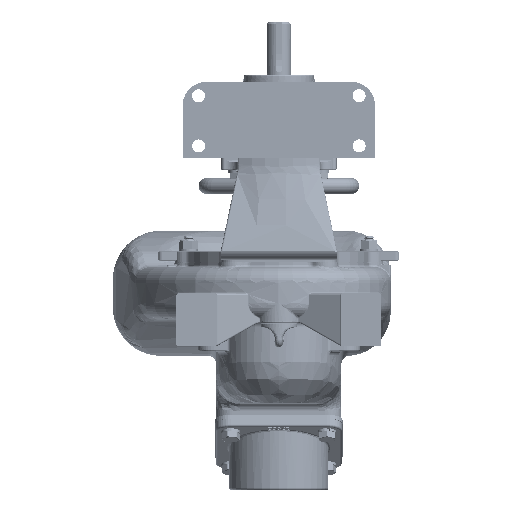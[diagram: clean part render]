
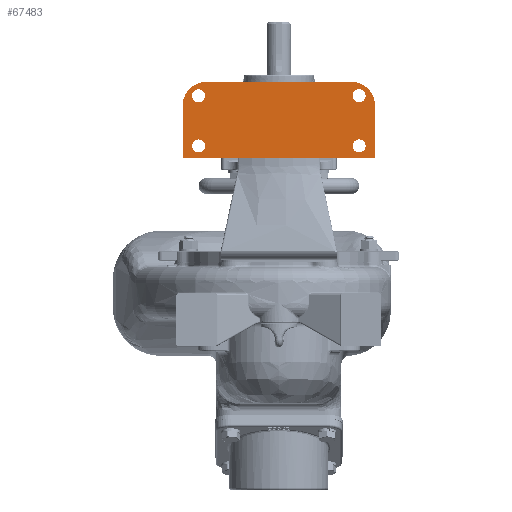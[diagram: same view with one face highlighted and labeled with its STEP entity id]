
A CAD part, front view. The second image highlights one B-rep face of the part: STEP entity #67483.
In plain terms, the highlighted planar face has unit normal (0, -1, 0).
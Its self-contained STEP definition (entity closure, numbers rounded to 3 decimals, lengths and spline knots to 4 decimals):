
#1965=FACE_BOUND('',#16802,.T.);
#1966=FACE_BOUND('',#16803,.T.);
#1967=FACE_BOUND('',#16804,.T.);
#1968=FACE_BOUND('',#16805,.T.);
#2980=PLANE('',#74127);
#7596=CIRCLE('',#74112,0.75);
#7603=CIRCLE('',#74126,0.75);
#7604=CIRCLE('',#74128,0.2031);
#7605=CIRCLE('',#74129,0.2031);
#7606=CIRCLE('',#74130,0.2031);
#7607=CIRCLE('',#74131,0.2031);
#12061=FACE_OUTER_BOUND('',#16801,.T.);
#16801=EDGE_LOOP('',(#61077,#61078,#61079,#61080,#61081,#61082));
#16802=EDGE_LOOP('',(#61083));
#16803=EDGE_LOOP('',(#61084));
#16804=EDGE_LOOP('',(#61085));
#16805=EDGE_LOOP('',(#61086));
#20693=LINE('',#168457,#24594);
#20831=LINE('',#172020,#24732);
#20870=LINE('',#172850,#24771);
#20877=LINE('',#172932,#24778);
#24594=VECTOR('',#89656,6.);
#24732=VECTOR('',#90488,1.625);
#24771=VECTOR('',#90749,1.625);
#24778=VECTOR('',#90784,4.5);
#32620=VERTEX_POINT('',#168454);
#32621=VERTEX_POINT('',#168456);
#32909=VERTEX_POINT('',#172018);
#32980=VERTEX_POINT('',#172844);
#32981=VERTEX_POINT('',#172846);
#32988=VERTEX_POINT('',#172928);
#32989=VERTEX_POINT('',#172933);
#32990=VERTEX_POINT('',#172935);
#32991=VERTEX_POINT('',#172937);
#32992=VERTEX_POINT('',#172939);
#41819=EDGE_CURVE('',#32620,#32621,#20693,.T.);
#42282=EDGE_CURVE('',#32620,#32909,#20831,.T.);
#42411=EDGE_CURVE('',#32980,#32981,#7596,.T.);
#42413=EDGE_CURVE('',#32621,#32980,#20870,.T.);
#42428=EDGE_CURVE('',#32988,#32909,#7603,.T.);
#42429=EDGE_CURVE('',#32988,#32981,#20877,.T.);
#42430=EDGE_CURVE('',#32989,#32989,#7604,.T.);
#42431=EDGE_CURVE('',#32990,#32990,#7605,.T.);
#42432=EDGE_CURVE('',#32991,#32991,#7606,.T.);
#42433=EDGE_CURVE('',#32992,#32992,#7607,.T.);
#61077=ORIENTED_EDGE('',*,*,#42428,.F.);
#61078=ORIENTED_EDGE('',*,*,#42429,.T.);
#61079=ORIENTED_EDGE('',*,*,#42411,.F.);
#61080=ORIENTED_EDGE('',*,*,#42413,.F.);
#61081=ORIENTED_EDGE('',*,*,#41819,.F.);
#61082=ORIENTED_EDGE('',*,*,#42282,.T.);
#61083=ORIENTED_EDGE('',*,*,#42430,.T.);
#61084=ORIENTED_EDGE('',*,*,#42431,.T.);
#61085=ORIENTED_EDGE('',*,*,#42432,.T.);
#61086=ORIENTED_EDGE('',*,*,#42433,.T.);
#67483=ADVANCED_FACE('',(#12061,#1965,#1966,#1967,#1968),#2980,.T.);
#74112=AXIS2_PLACEMENT_3D('',#172847,#90744,#90745);
#74126=AXIS2_PLACEMENT_3D('',#172930,#90780,#90781);
#74127=AXIS2_PLACEMENT_3D('',#172931,#90782,#90783);
#74128=AXIS2_PLACEMENT_3D('',#172934,#90785,#90786);
#74129=AXIS2_PLACEMENT_3D('',#172936,#90787,#90788);
#74130=AXIS2_PLACEMENT_3D('',#172938,#90789,#90790);
#74131=AXIS2_PLACEMENT_3D('',#172940,#90791,#90792);
#89656=DIRECTION('',(1.,0.,0.));
#90488=DIRECTION('',(0.,0.,-1.));
#90744=DIRECTION('center_axis',(0.,1.,0.));
#90745=DIRECTION('ref_axis',(0.707,0.,-0.707));
#90749=DIRECTION('',(0.,0.,-1.));
#90780=DIRECTION('center_axis',(0.,1.,0.));
#90781=DIRECTION('ref_axis',(-0.707,0.,-0.707));
#90782=DIRECTION('center_axis',(0.,-1.,0.));
#90783=DIRECTION('ref_axis',(0.,0.,-1.));
#90784=DIRECTION('',(1.,0.,0.));
#90785=DIRECTION('center_axis',(0.,1.,0.));
#90786=DIRECTION('ref_axis',(1.,0.,0.));
#90787=DIRECTION('center_axis',(0.,1.,0.));
#90788=DIRECTION('ref_axis',(1.,0.,0.));
#90789=DIRECTION('center_axis',(0.,1.,0.));
#90790=DIRECTION('ref_axis',(1.,0.,0.));
#90791=DIRECTION('center_axis',(0.,1.,0.));
#90792=DIRECTION('ref_axis',(1.,0.,0.));
#168454=CARTESIAN_POINT('',(-3.,-4.171,0.));
#168456=CARTESIAN_POINT('',(3.,-4.171,0.));
#168457=CARTESIAN_POINT('',(-1.923,-4.171,0.));
#172018=CARTESIAN_POINT('',(-3.,-4.171,-1.625));
#172020=CARTESIAN_POINT('',(-3.,-4.171,0.));
#172844=CARTESIAN_POINT('',(3.,-4.171,-1.625));
#172846=CARTESIAN_POINT('',(2.25,-4.171,-2.375));
#172847=CARTESIAN_POINT('Origin',(2.25,-4.171,-1.625));
#172850=CARTESIAN_POINT('',(3.,-4.171,0.));
#172928=CARTESIAN_POINT('',(-2.25,-4.171,-2.375));
#172930=CARTESIAN_POINT('Origin',(-2.25,-4.171,-1.625));
#172931=CARTESIAN_POINT('Origin',(-1.923,-4.171,0.));
#172932=CARTESIAN_POINT('',(-3.,-4.171,-2.375));
#172933=CARTESIAN_POINT('',(-2.7031,-4.171,-0.375));
#172934=CARTESIAN_POINT('Origin',(-2.5,-4.171,-0.375));
#172935=CARTESIAN_POINT('',(2.2969,-4.171,-0.375));
#172936=CARTESIAN_POINT('Origin',(2.5,-4.171,-0.375));
#172937=CARTESIAN_POINT('',(2.2969,-4.171,-1.9375));
#172938=CARTESIAN_POINT('Origin',(2.5,-4.171,-1.9375));
#172939=CARTESIAN_POINT('',(-2.7031,-4.171,-1.9375));
#172940=CARTESIAN_POINT('Origin',(-2.5,-4.171,-1.9375));
